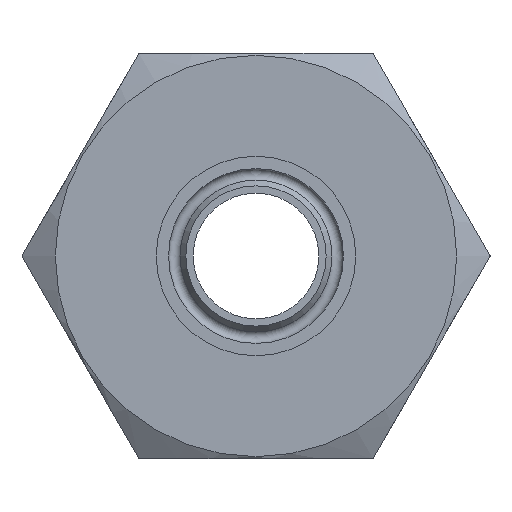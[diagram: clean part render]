
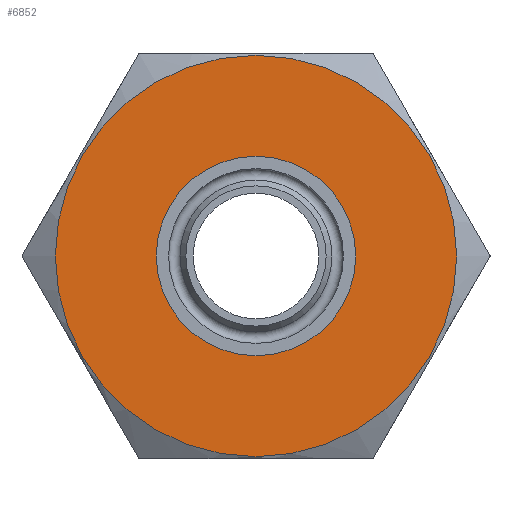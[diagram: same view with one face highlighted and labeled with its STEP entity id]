
A CAD part, left-side view. The second image highlights one B-rep face of the part: STEP entity #6852.
In plain terms, the highlighted planar face has unit normal (-1, 0, 0).
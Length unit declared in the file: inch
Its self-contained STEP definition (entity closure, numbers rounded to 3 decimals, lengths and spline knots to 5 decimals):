
#116=FACE_BOUND('',#1253,.T.);
#453=PLANE('',#7283);
#828=FACE_OUTER_BOUND('',#1252,.T.);
#1252=EDGE_LOOP('',(#6377));
#1253=EDGE_LOOP('',(#6378));
#1766=CIRCLE('',#7282,0.435);
#1767=CIRCLE('',#7284,0.99);
#3364=VERTEX_POINT('',#14727);
#3365=VERTEX_POINT('',#14730);
#4376=EDGE_CURVE('',#3364,#3364,#1766,.T.);
#4377=EDGE_CURVE('',#3365,#3365,#1767,.T.);
#6377=ORIENTED_EDGE('',*,*,#4377,.F.);
#6378=ORIENTED_EDGE('',*,*,#4376,.F.);
#6852=ADVANCED_FACE('',(#828,#116),#453,.T.);
#7282=AXIS2_PLACEMENT_3D('',#14728,#8595,#8596);
#7283=AXIS2_PLACEMENT_3D('',#14729,#8597,#8598);
#7284=AXIS2_PLACEMENT_3D('',#14731,#8599,#8600);
#8595=DIRECTION('center_axis',(-1.,0.,0.));
#8596=DIRECTION('ref_axis',(0.,-1.,0.));
#8597=DIRECTION('center_axis',(-1.,0.,0.));
#8598=DIRECTION('ref_axis',(0.,0.,1.));
#8599=DIRECTION('center_axis',(1.,0.,0.));
#8600=DIRECTION('ref_axis',(0.,1.,0.));
#14727=CARTESIAN_POINT('',(0.43558,0.435,0.));
#14728=CARTESIAN_POINT('Origin',(0.43558,0.,
0.));
#14729=CARTESIAN_POINT('Origin',(0.43558,0.6825,0.));
#14730=CARTESIAN_POINT('',(0.43558,0.99,0.));
#14731=CARTESIAN_POINT('Origin',(0.43558,0.,
0.));
